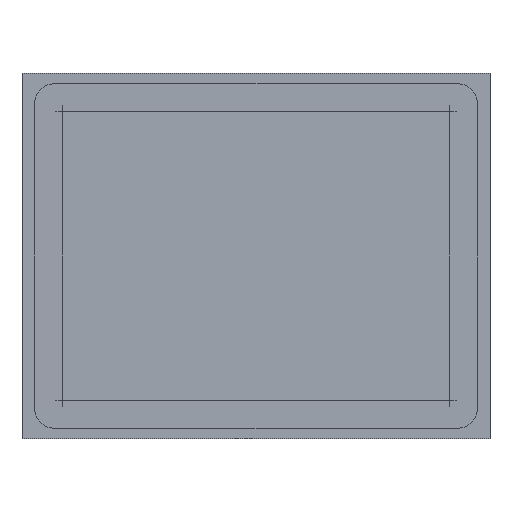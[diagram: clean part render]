
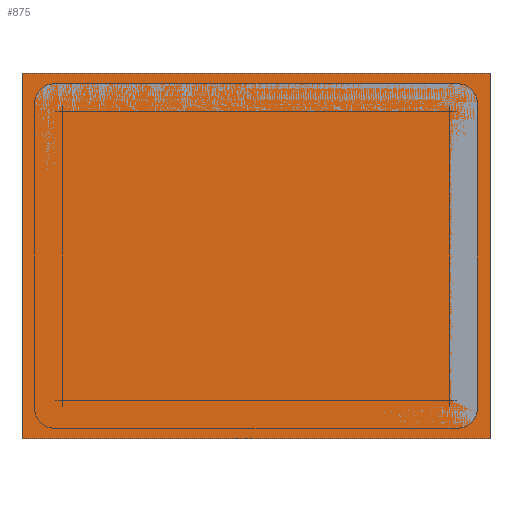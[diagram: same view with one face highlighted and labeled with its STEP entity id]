
A CAD part, front view. The second image highlights one B-rep face of the part: STEP entity #875.
In plain terms, the highlighted planar face has unit normal (0, -1, 0).
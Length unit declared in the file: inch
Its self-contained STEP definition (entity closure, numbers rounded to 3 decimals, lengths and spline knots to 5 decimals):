
#6 = EDGE_CURVE ( 'NONE', #22, #10, #944, .T. ) ;
#10 = VERTEX_POINT ( 'NONE', #935 ) ;
#15 = EDGE_CURVE ( 'NONE', #10, #18, #926, .T. ) ;
#18 = VERTEX_POINT ( 'NONE', #922 ) ;
#21 = EDGE_CURVE ( 'NONE', #3176, #22, #985, .T. ) ;
#22 = VERTEX_POINT ( 'NONE', #981 ) ;
#805 = ORIENTED_EDGE ( 'NONE', *, *, #15, .T. ) ;
#809 = ORIENTED_EDGE ( 'NONE', *, *, #3149, .T. ) ;
#813 = ORIENTED_EDGE ( 'NONE', *, *, #6, .T. ) ;
#815 = EDGE_LOOP ( 'NONE', ( #817, #813, #805, #809 ) ) ;
#817 = ORIENTED_EDGE ( 'NONE', *, *, #21, .T. ) ;
#875 = ADVANCED_FACE ( 'NONE', ( #2560 ), #2559, .F. ) ;
#922 = CARTESIAN_POINT ( 'NONE',  ( -5., 0., -3.9 ) ) ;
#923 = DIRECTION ( 'NONE',  ( 0., 0., -1. ) ) ;
#924 = VECTOR ( 'NONE', #923, 39.37008 ) ;
#925 = CARTESIAN_POINT ( 'NONE',  ( -5., 0., -3.9 ) ) ;
#926 = LINE ( 'NONE', #925, #924 ) ;
#935 = CARTESIAN_POINT ( 'NONE',  ( -5., 0., 3.9 ) ) ;
#941 = DIRECTION ( 'NONE',  ( -1., 0., 0. ) ) ;
#942 = VECTOR ( 'NONE', #941, 39.37008 ) ;
#943 = CARTESIAN_POINT ( 'NONE',  ( 5., 0., 3.9 ) ) ;
#944 = LINE ( 'NONE', #943, #942 ) ;
#981 = CARTESIAN_POINT ( 'NONE',  ( 5., 0., 3.9 ) ) ;
#982 = DIRECTION ( 'NONE',  ( 0., 0., 1. ) ) ;
#983 = VECTOR ( 'NONE', #982, 39.37008 ) ;
#984 = CARTESIAN_POINT ( 'NONE',  ( 5., 0., -3.9 ) ) ;
#985 = LINE ( 'NONE', #984, #983 ) ;
#2555 = DIRECTION ( 'NONE',  ( 0., 0., 1. ) ) ;
#2556 = DIRECTION ( 'NONE',  ( 0., 1., 0. ) ) ;
#2557 = CARTESIAN_POINT ( 'NONE',  ( 4.84354, 0., 3.79354 ) ) ;
#2558 = AXIS2_PLACEMENT_3D ( 'NONE', #2557, #2556, #2555 ) ;
#2559 = PLANE ( 'NONE',  #2558 ) ;
#2560 = FACE_OUTER_BOUND ( 'NONE', #815, .T. ) ;
#2686 = DIRECTION ( 'NONE',  ( 1., 0., 0. ) ) ;
#2687 = VECTOR ( 'NONE', #2686, 39.37008 ) ;
#2688 = CARTESIAN_POINT ( 'NONE',  ( 5., 0., -3.9 ) ) ;
#2689 = LINE ( 'NONE', #2688, #2687 ) ;
#2696 = CARTESIAN_POINT ( 'NONE',  ( 5., 0., -3.9 ) ) ;
#3149 = EDGE_CURVE ( 'NONE', #18, #3176, #2689, .T. ) ;
#3176 = VERTEX_POINT ( 'NONE', #2696 ) ;
